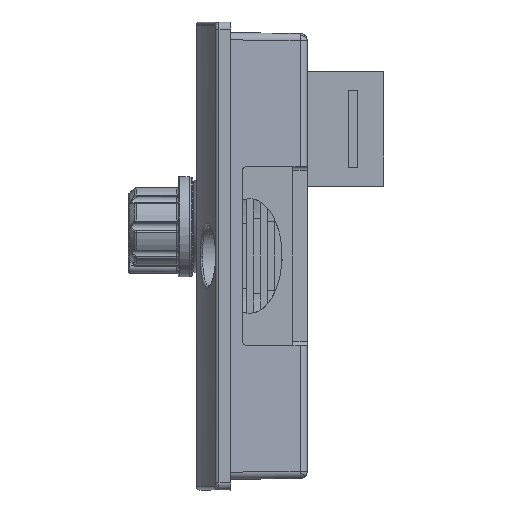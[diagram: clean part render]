
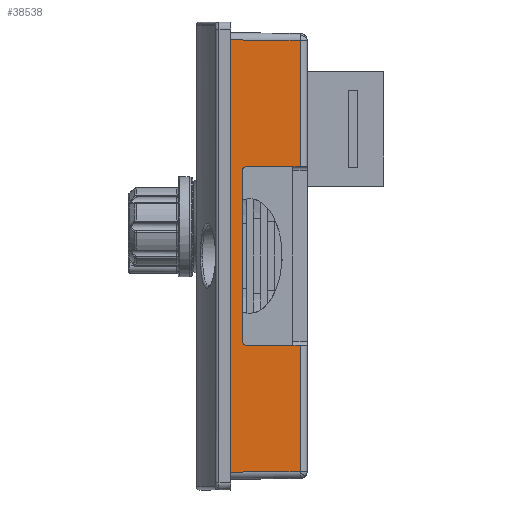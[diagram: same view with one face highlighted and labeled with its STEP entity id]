
A CAD part, left-side view. The second image highlights one B-rep face of the part: STEP entity #38538.
In plain terms, the highlighted planar face has unit normal (-1, -0.009, 0).
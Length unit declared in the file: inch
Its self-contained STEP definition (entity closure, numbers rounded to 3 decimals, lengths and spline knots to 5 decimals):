
#338 = AXIS2_PLACEMENT_3D ( 'NONE', #40726, #40303, #33303 ) ;
#1039 = CARTESIAN_POINT ( 'NONE',  ( -1.16854, 0.1378, 0.49213 ) ) ;
#3287 = CARTESIAN_POINT ( 'NONE',  ( -1.16929, 0.22441, -1.20866 ) ) ;
#3954 = DIRECTION ( 'NONE',  ( -0.009, 1., 0. ) ) ;
#4021 = DIRECTION ( 'NONE',  ( 0., 0., 1. ) ) ;
#4269 = EDGE_CURVE ( 'NONE', #79584, #80698, #10576, .T. ) ;
#4559 = ORIENTED_EDGE ( 'NONE', *, *, #4269, .T. ) ;
#4947 = EDGE_CURVE ( 'NONE', #80698, #50247, #40743, .T. ) ;
#5788 = EDGE_CURVE ( 'NONE', #15743, #44532, #64422, .T. ) ;
#8165 = VECTOR ( 'NONE', #66244, 39.37008 ) ;
#8305 = ORIENTED_EDGE ( 'NONE', *, *, #77257, .T. ) ;
#8517 = LINE ( 'NONE', #28236, #79712 ) ;
#10177 = LINE ( 'NONE', #60380, #72339 ) ;
#10322 = EDGE_CURVE ( 'NONE', #21803, #50930, #8517, .T. ) ;
#10550 = CARTESIAN_POINT ( 'NONE',  ( -1.16871, 0.15748, 0.47244 ) ) ;
#10569 = LINE ( 'NONE', #54982, #57782 ) ;
#10576 = LINE ( 'NONE', #78860, #44802 ) ;
#11896 = LINE ( 'NONE', #43171, #68098 ) ;
#12146 = VECTOR ( 'NONE', #15421, 39.37008 ) ;
#12347 = CARTESIAN_POINT ( 'NONE',  ( -1.16864, 0.14933, -0.49213 ) ) ;
#12622 = VECTOR ( 'NONE', #13577, 39.37008 ) ;
#12712 = EDGE_CURVE ( 'NONE', #25919, #21803, #21068, .T. ) ;
#12751 = VERTEX_POINT ( 'NONE', #59749 ) ;
#12862 = CARTESIAN_POINT ( 'NONE',  ( -1.17015, 0.32299, 1.20866 ) ) ;
#13538 = CARTESIAN_POINT ( 'NONE',  ( -1.16871, 0.15748, -0.47244 ) ) ;
#13577 = DIRECTION ( 'NONE',  ( 0.009, -1., 0. ) ) ;
#13597 = VERTEX_POINT ( 'NONE', #58945 ) ;
#14007 = EDGE_CURVE ( 'NONE', #25919, #13597, #11896, .T. ) ;
#14493 = VECTOR ( 'NONE', #17240, 39.37008 ) ;
#15189 = FACE_OUTER_BOUND ( 'NONE', #31256, .T. ) ;
#15284 = CARTESIAN_POINT ( 'NONE',  ( -1.16596, -0.15782, 1.18564 ) ) ;
#15421 = DIRECTION ( 'NONE',  ( 0.009, -1., 0.009 ) ) ;
#15609 = PLANE ( 'NONE',  #338 ) ;
#15685 = ORIENTED_EDGE ( 'NONE', *, *, #36990, .T. ) ;
#15743 = VERTEX_POINT ( 'NONE', #55831 ) ;
#17240 = DIRECTION ( 'NONE',  ( 0., 0., -1. ) ) ;
#17967 = DIRECTION ( 'NONE',  ( 0., 0., 1. ) ) ;
#18549 = CARTESIAN_POINT ( 'NONE',  ( -1.16596, -0.15782, -0.49213 ) ) ;
#19360 = CARTESIAN_POINT ( 'NONE',  ( -1.16854, 0.1378, 0.49213 ) ) ;
#19511 = ORIENTED_EDGE ( 'NONE', *, *, #48329, .T. ) ;
#19764 = LINE ( 'NONE', #19360, #12622 ) ;
#21068 = LINE ( 'NONE', #15284, #21963 ) ;
#21259 = DIRECTION ( 'NONE',  ( 0., 0., 1. ) ) ;
#21343 = CARTESIAN_POINT ( 'NONE',  ( -1.16871, 0.15748, 0.48397 ) ) ;
#21803 = VERTEX_POINT ( 'NONE', #28131 ) ;
#21963 = VECTOR ( 'NONE', #35041, 39.37008 ) ;
#25159 = CARTESIAN_POINT ( 'NONE',  ( -1.17015, 0.32299, -1.20866 ) ) ;
#25724 = EDGE_CURVE ( 'NONE', #55774, #12751, #36754, .T. ) ;
#25776 = VERTEX_POINT ( 'NONE', #10550 ) ;
#25919 = VERTEX_POINT ( 'NONE', #44218 ) ;
#26282 = ORIENTED_EDGE ( 'NONE', *, *, #5788, .T. ) ;
#27915 = CARTESIAN_POINT ( 'NONE',  ( -1.16871, 0.15748, 0.47244 ) ) ;
#28131 = CARTESIAN_POINT ( 'NONE',  ( -1.16929, 0.22441, 1.18898 ) ) ;
#28236 = CARTESIAN_POINT ( 'NONE',  ( -1.16929, 0.22441, 1.31781 ) ) ;
#28525 = ORIENTED_EDGE ( 'NONE', *, *, #4947, .T. ) ;
#30319 = CARTESIAN_POINT ( 'NONE',  ( -1.16929, 0.22441, 1.31781 ) ) ;
#31181 = LINE ( 'NONE', #61271, #14493 ) ;
#31256 = EDGE_LOOP ( 'NONE', ( #61189, #8305, #44061, #19511, #34871, #65237, #62164, #38124, #4559, #28525, #57635, #26282, #37012, #15685 ) ) ;
#33303 = DIRECTION ( 'NONE',  ( 0.009, -1., 0. ) ) ;
#34783 = CARTESIAN_POINT ( 'NONE',  ( -1.16929, 0.22441, -1.20866 ) ) ;
#34845 = DIRECTION ( 'NONE',  ( 0., 0., -1. ) ) ;
#34871 = ORIENTED_EDGE ( 'NONE', *, *, #14007, .F. ) ;
#35041 = DIRECTION ( 'NONE',  ( -0.009, 1., 0.009 ) ) ;
#36754 =( BOUNDED_CURVE ( )  B_SPLINE_CURVE ( 3, ( #76072, #12347, #63346, #13538 ),
 .UNSPECIFIED., .F., .T. ) 
 B_SPLINE_CURVE_WITH_KNOTS ( ( 4, 4 ),
 ( 4.71239, 6.28319 ),
 .UNSPECIFIED. ) 
 CURVE ( )  GEOMETRIC_REPRESENTATION_ITEM ( )  RATIONAL_B_SPLINE_CURVE ( ( 1., 0.805, 0.805, 1. ) ) 
 REPRESENTATION_ITEM ( '' )  );
#36990 = EDGE_CURVE ( 'NONE', #70280, #55774, #60319, .T. ) ;
#37012 = ORIENTED_EDGE ( 'NONE', *, *, #53636, .F. ) ;
#38124 = ORIENTED_EDGE ( 'NONE', *, *, #76146, .T. ) ;
#38538 = ADVANCED_FACE ( 'NONE', ( #15189 ), #15609, .T. ) ;
#39075 = CARTESIAN_POINT ( 'NONE',  ( -1.16596, -0.15782, -1.18564 ) ) ;
#39772 = EDGE_CURVE ( 'NONE', #50247, #15743, #60795, .T. ) ;
#40303 = DIRECTION ( 'NONE',  ( -1., -0.009, 0. ) ) ;
#40726 = CARTESIAN_POINT ( 'NONE',  ( -1.16929, 0.22441, 1.31781 ) ) ;
#40743 = LINE ( 'NONE', #3287, #8165 ) ;
#43171 = CARTESIAN_POINT ( 'NONE',  ( -1.16596, -0.15782, 4.64391 ) ) ;
#43571 = DIRECTION ( 'NONE',  ( 0., 0., -1. ) ) ;
#44061 = ORIENTED_EDGE ( 'NONE', *, *, #58627, .T. ) ;
#44218 = CARTESIAN_POINT ( 'NONE',  ( -1.16596, -0.15782, 1.18564 ) ) ;
#44532 = VERTEX_POINT ( 'NONE', #39075 ) ;
#44768 = VERTEX_POINT ( 'NONE', #1039 ) ;
#44802 = VECTOR ( 'NONE', #34845, 39.37008 ) ;
#48329 = EDGE_CURVE ( 'NONE', #44768, #13597, #19764, .T. ) ;
#50247 = VERTEX_POINT ( 'NONE', #34783 ) ;
#50930 = VERTEX_POINT ( 'NONE', #71540 ) ;
#51638 = VECTOR ( 'NONE', #17967, 39.37008 ) ;
#52208 = CARTESIAN_POINT ( 'NONE',  ( -1.16854, 0.1378, 0.49213 ) ) ;
#53636 = EDGE_CURVE ( 'NONE', #70280, #44532, #31181, .T. ) ;
#53762 = DIRECTION ( 'NONE',  ( -0.009, 1., 0. ) ) ;
#54025 = VECTOR ( 'NONE', #3954, 39.37008 ) ;
#54806 = CARTESIAN_POINT ( 'NONE',  ( -1.16854, 0.1378, -0.49213 ) ) ;
#54982 = CARTESIAN_POINT ( 'NONE',  ( -1.16929, 0.22441, 1.20866 ) ) ;
#55774 = VERTEX_POINT ( 'NONE', #54806 ) ;
#55831 = CARTESIAN_POINT ( 'NONE',  ( -1.16929, 0.22441, -1.18898 ) ) ;
#57635 = ORIENTED_EDGE ( 'NONE', *, *, #39772, .T. ) ;
#57782 = VECTOR ( 'NONE', #53762, 39.37008 ) ;
#58627 = EDGE_CURVE ( 'NONE', #25776, #44768, #67012, .T. ) ;
#58945 = CARTESIAN_POINT ( 'NONE',  ( -1.16596, -0.15782, 0.49213 ) ) ;
#59749 = CARTESIAN_POINT ( 'NONE',  ( -1.16871, 0.15748, -0.47244 ) ) ;
#60319 = LINE ( 'NONE', #66887, #54025 ) ;
#60380 = CARTESIAN_POINT ( 'NONE',  ( -1.16871, 0.15748, 1.31781 ) ) ;
#60795 = LINE ( 'NONE', #30319, #51638 ) ;
#61189 = ORIENTED_EDGE ( 'NONE', *, *, #25724, .T. ) ;
#61271 = CARTESIAN_POINT ( 'NONE',  ( -1.16596, -0.15782, 4.64391 ) ) ;
#62164 = ORIENTED_EDGE ( 'NONE', *, *, #10322, .T. ) ;
#63346 = CARTESIAN_POINT ( 'NONE',  ( -1.16871, 0.15748, -0.48397 ) ) ;
#64422 = LINE ( 'NONE', #71781, #12146 ) ;
#65237 = ORIENTED_EDGE ( 'NONE', *, *, #12712, .T. ) ;
#66244 = DIRECTION ( 'NONE',  ( 0.009, -1., 0. ) ) ;
#66887 = CARTESIAN_POINT ( 'NONE',  ( -1.16596, -0.15782, -0.49213 ) ) ;
#67012 =( BOUNDED_CURVE ( )  B_SPLINE_CURVE ( 3, ( #27915, #21343, #70319, #52208 ),
 .UNSPECIFIED., .F., .T. ) 
 B_SPLINE_CURVE_WITH_KNOTS ( ( 4, 4 ),
 ( 3.14159, 4.71239 ),
 .UNSPECIFIED. ) 
 CURVE ( )  GEOMETRIC_REPRESENTATION_ITEM ( )  RATIONAL_B_SPLINE_CURVE ( ( 1., 0.805, 0.805, 1. ) ) 
 REPRESENTATION_ITEM ( '' )  );
#68098 = VECTOR ( 'NONE', #43571, 39.37008 ) ;
#70280 = VERTEX_POINT ( 'NONE', #18549 ) ;
#70319 = CARTESIAN_POINT ( 'NONE',  ( -1.16864, 0.14933, 0.49213 ) ) ;
#71540 = CARTESIAN_POINT ( 'NONE',  ( -1.16929, 0.22441, 1.20866 ) ) ;
#71781 = CARTESIAN_POINT ( 'NONE',  ( -1.16929, 0.22441, -1.18898 ) ) ;
#72339 = VECTOR ( 'NONE', #4021, 39.37008 ) ;
#76072 = CARTESIAN_POINT ( 'NONE',  ( -1.16854, 0.1378, -0.49213 ) ) ;
#76146 = EDGE_CURVE ( 'NONE', #50930, #79584, #10569, .T. ) ;
#77257 = EDGE_CURVE ( 'NONE', #12751, #25776, #10177, .T. ) ;
#78860 = CARTESIAN_POINT ( 'NONE',  ( -1.17015, 0.32299, 1.31781 ) ) ;
#79584 = VERTEX_POINT ( 'NONE', #12862 ) ;
#79712 = VECTOR ( 'NONE', #21259, 39.37008 ) ;
#80698 = VERTEX_POINT ( 'NONE', #25159 ) ;
